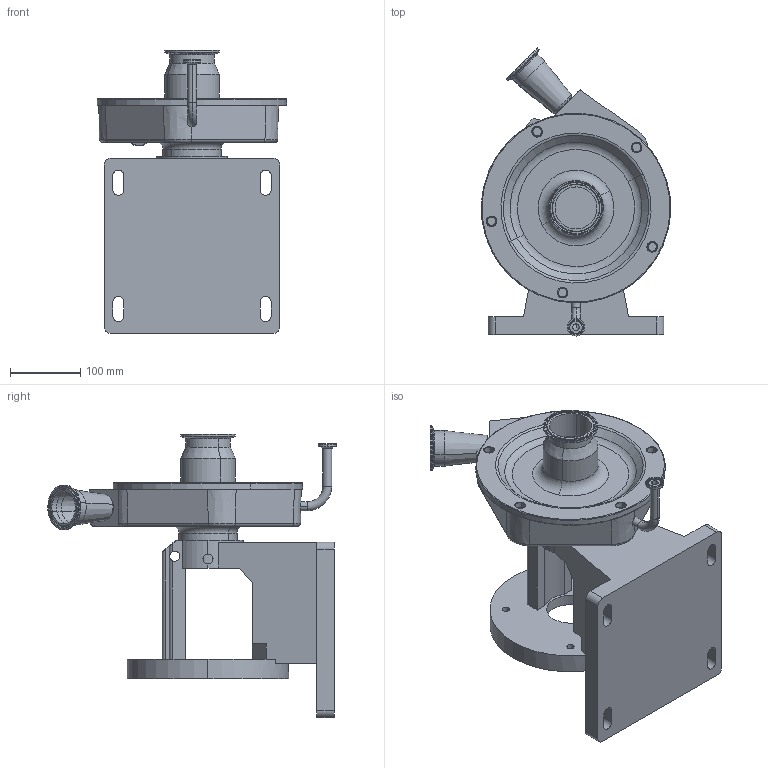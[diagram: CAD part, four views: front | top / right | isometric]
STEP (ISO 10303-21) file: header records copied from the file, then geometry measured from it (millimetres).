
FILE_DESCRIPTION (( 'STEP AP214' ), '1' );
FILE_NAME ('FP 1741-1742-1732 180-210TC 45L 1-2 In ELBOW FRONT DRAIN.STEP', '2023-02-14T17:54:24', ( '' ), ( '' ), 'SwSTEP 2.0', 'SolidWorks 2021', '' );
FILE_SCHEMA (( 'AUTOMOTIVE_DESIGN' ));
Length unit declared in the file: millimetre
Products named in the file (1): FP 1741-1742-1732 180-210TC 45L 1-2 In ELBOW FRONT DRAIN
Bounding box: 269.64 x 410.99 x 403.5 mm (x, y, z)
Volume: 7371899.6 mm3; surface area: 696779.4 mm2
Topology: 1 solids, 1 shells, 355 faces, 870 edges, 534 vertices
Faces by surface type: cylinder 133, plane 95, cone 63, torus 62, sphere 1, bspline 1
Entity records: 11235 total; most frequent: CARTESIAN_POINT 2480, DIRECTION 2009, ORIENTED_EDGE 1740, EDGE_CURVE 870, AXIS2_PLACEMENT_3D 820, VERTEX_POINT 534, CIRCLE 465, EDGE_LOOP 402
